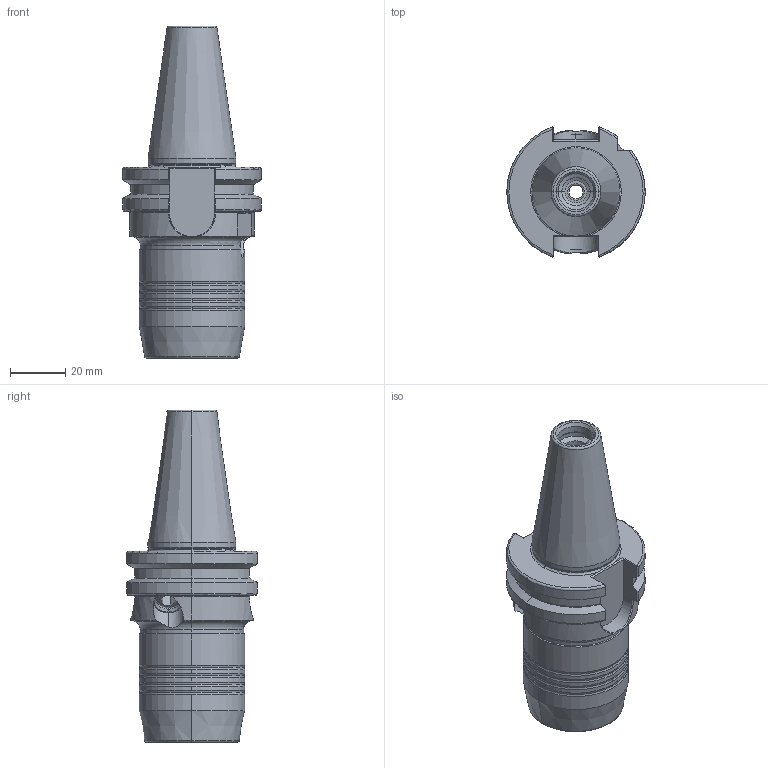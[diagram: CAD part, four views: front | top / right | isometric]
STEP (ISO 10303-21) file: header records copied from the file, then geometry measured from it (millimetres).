
FILE_DESCRIPTION (( 'STEP AP214' ), '1' );
FILE_NAME ('77.301.016 x=72_step.STEP', '2020-09-22T05:48:44', ( '' ), ( '' ), 'SwSTEP 2.0', 'SolidWorks 2018', '' );
FILE_SCHEMA (( 'AUTOMOTIVE_DESIGN' ));
Length unit declared in the file: millimetre
Products named in the file (1): 77.301.016 x=72_step
Bounding box: 49.95 x 46.97 x 119.8 mm (x, y, z)
Volume: 97353 mm3; surface area: 37399.4 mm2
Topology: 9 solids, 9 shells, 451 faces, 1079 edges, 649 vertices
Faces by surface type: cylinder 139, plane 109, cone 102, torus 79, bspline 18, sphere 4
Entity records: 23284 total; most frequent: CARTESIAN_POINT 7883, DIRECTION 2249, ORIENTED_EDGE 2124, EDGE_CURVE 1062, AXIS2_PLACEMENT_3D 939, VERTEX_POINT 646, CIRCLE 505, EDGE_LOOP 482
